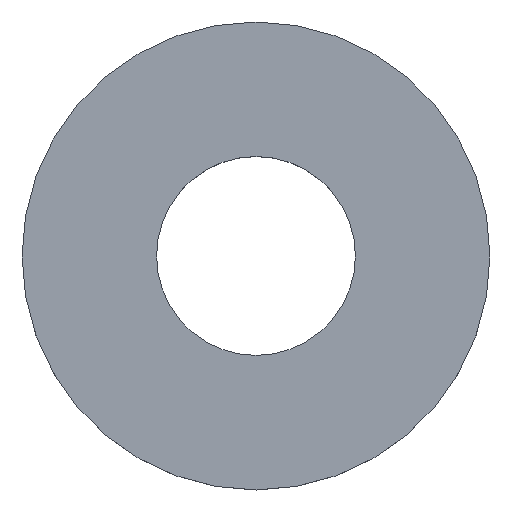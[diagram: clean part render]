
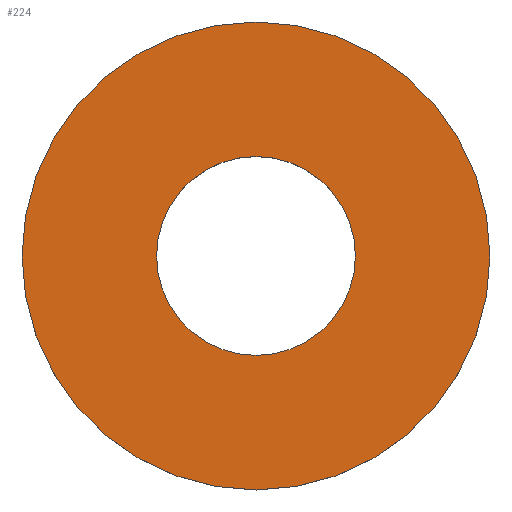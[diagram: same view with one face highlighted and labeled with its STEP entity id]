
A CAD part, top view. The second image highlights one B-rep face of the part: STEP entity #224.
In plain terms, the highlighted planar face has unit normal (0, 0, 1).
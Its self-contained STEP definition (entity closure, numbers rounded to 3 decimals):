
#72=CARTESIAN_POINT('',(0.85,0.0,0.3));
#73=VERTEX_POINT('',#72);
#89=CARTESIAN_POINT('',(-0.85,0.,0.3));
#90=VERTEX_POINT('',#89);
#97=CARTESIAN_POINT('',(0.0,0.0,0.3));
#98=DIRECTION('',(0.0,0.0,-1.0));
#99=DIRECTION('',(1.0,0.0,0.0));
#100=AXIS2_PLACEMENT_3D('',#97,#98,#99);
#101=CIRCLE('',#100,0.85);
#102=EDGE_CURVE('',#73,#90,#101,.T.);
#112=CARTESIAN_POINT('',(2.0,0.0,0.3));
#113=VERTEX_POINT('',#112);
#122=CARTESIAN_POINT('',(-2.0,0.,0.3));
#123=VERTEX_POINT('',#122);
#124=CARTESIAN_POINT('',(0.0,0.0,0.3));
#125=DIRECTION('',(0.0,0.0,1.0));
#126=DIRECTION('',(1.0,0.0,0.0));
#127=AXIS2_PLACEMENT_3D('',#124,#125,#126);
#128=CIRCLE('',#127,2.0);
#129=EDGE_CURVE('',#123,#113,#128,.T.);
#163=CARTESIAN_POINT('',(0.0,0.0,0.3));
#164=DIRECTION('',(0.0,0.0,1.0));
#165=DIRECTION('',(1.0,0.0,0.0));
#166=AXIS2_PLACEMENT_3D('',#163,#164,#165);
#167=CIRCLE('',#166,2.0);
#168=EDGE_CURVE('',#113,#123,#167,.T.);
#179=CARTESIAN_POINT('',(0.0,0.0,0.3));
#180=DIRECTION('',(0.0,0.0,-1.0));
#181=DIRECTION('',(1.0,0.0,0.0));
#182=AXIS2_PLACEMENT_3D('',#179,#180,#181);
#183=CIRCLE('',#182,0.85);
#184=EDGE_CURVE('',#90,#73,#183,.T.);
#211=CARTESIAN_POINT('',(-2.2,-2.2,0.3));
#212=DIRECTION('',(0.0,0.0,1.0));
#213=DIRECTION('',(1.0,0.0,0.0));
#214=AXIS2_PLACEMENT_3D('',#211,#212,#213);
#215=PLANE('',#214);
#216=ORIENTED_EDGE('',*,*,#129,.T.);
#217=ORIENTED_EDGE('',*,*,#168,.T.);
#218=EDGE_LOOP('',(#216,#217));
#219=FACE_OUTER_BOUND('',#218,.T.);
#220=ORIENTED_EDGE('',*,*,#184,.T.);
#221=ORIENTED_EDGE('',*,*,#102,.T.);
#222=EDGE_LOOP('',(#220,#221));
#223=FACE_BOUND('',#222,.T.);
#224=ADVANCED_FACE('',(#219,#223),#215,.T.);
